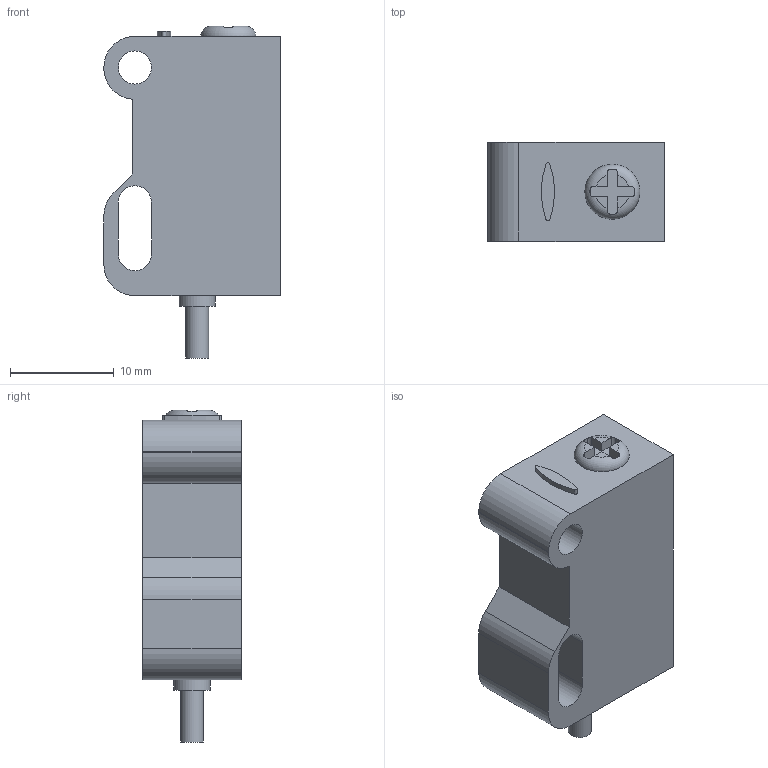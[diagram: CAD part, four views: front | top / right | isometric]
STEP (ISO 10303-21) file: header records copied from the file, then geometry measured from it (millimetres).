
FILE_DESCRIPTION(/* description */ (''),/* implementation_level */ '2;1');
FILE_NAME(/* name */ 'EZ-D41(2).stp',/* time_stamp */ '2023-09-15T09:50:02+08:00',/* author */ (''),/* organization */ (''),/* preprocessor_version */ 'ST-DEVELOPER v16.7',/* originating_system */ 'SIEMENS PLM Software NX 12.0',/* authorisation */ '');
FILE_SCHEMA (('AP203_CONFIGURATION_CONTROLLED_3D_DESIGN_OF_MECHANICAL_PARTS_AND_ASSEMBLIES_MIM_LF { 1 0 10303 403 2 1 2}'));
Length unit declared in the file: millimetre
Products named in the file (1): EZ-D41_2__stp
Bounding box: 17 x 9.5 x 32 mm (x, y, z)
Volume: 3487.9 mm3; surface area: 1886.2 mm2
Topology: 1 solids, 1 shells, 58 faces, 153 edges, 102 vertices
Faces by surface type: plane 36, cylinder 21, torus 1
Full cylindrical faces by diameter (mm): 2.2 x1, 3.2 x1, 3.5 x1
Entity records: 1985 total; most frequent: CARTESIAN_POINT 464, ORIENTED_EDGE 296, DIRECTION 285, EDGE_CURVE 148, VERTEX_POINT 101, AXIS2_PLACEMENT_3D 98, LINE 89, VECTOR 89
